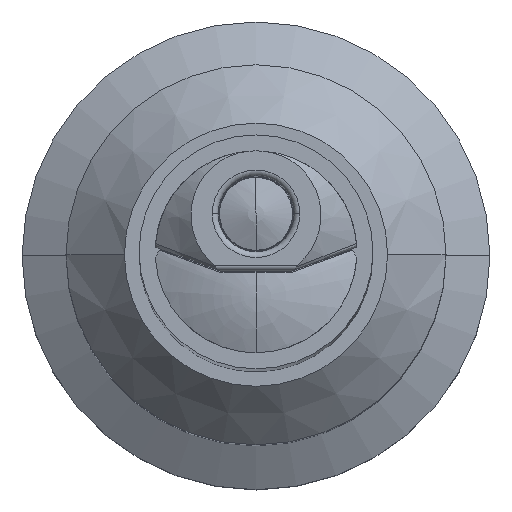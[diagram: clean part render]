
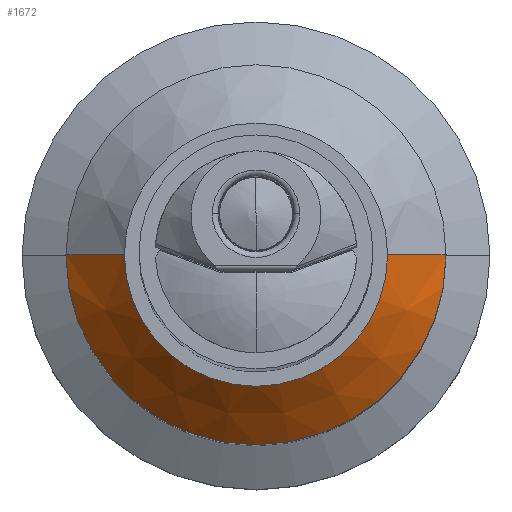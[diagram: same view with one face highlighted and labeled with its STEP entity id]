
A CAD part, top view. The second image highlights one B-rep face of the part: STEP entity #1672.
In plain terms, the highlighted conical face has half-angle 45 degrees and reference radius 2.75 mm.
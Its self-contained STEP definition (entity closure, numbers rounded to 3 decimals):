
#126=DIRECTION('',(0.707,0.,-0.707));
#127=VECTOR('',#126,1.414);
#128=CARTESIAN_POINT('',(2.25,0.,-28.6));
#129=LINE('',#128,#127);
#130=DIRECTION('',(-0.707,0.,-0.707));
#131=VECTOR('',#130,1.414);
#132=CARTESIAN_POINT('',(-2.25,0.,-28.6));
#133=LINE('',#132,#131);
#134=CARTESIAN_POINT('',(0.,0.,-28.6));
#135=DIRECTION('',(0.,0.,-1.));
#136=DIRECTION('',(1.,0.,0.));
#137=AXIS2_PLACEMENT_3D('',#134,#135,#136);
#147=CARTESIAN_POINT('',(0.,0.,-29.6));
#148=DIRECTION('',(0.,0.,-1.));
#149=DIRECTION('',(1.,0.,0.));
#150=AXIS2_PLACEMENT_3D('',#147,#148,#149);
#1380=CARTESIAN_POINT('',(2.25,0.,-28.6));
#1381=CARTESIAN_POINT('',(3.25,0.,-29.6));
#1382=VERTEX_POINT('',#1380);
#1383=VERTEX_POINT('',#1381);
#1400=CARTESIAN_POINT('',(-2.25,0.,-28.6));
#1401=CARTESIAN_POINT('',(-3.25,0.,-29.6));
#1402=VERTEX_POINT('',#1400);
#1403=VERTEX_POINT('',#1401);
#1660=CARTESIAN_POINT('',(0.,0.,-29.1));
#1661=DIRECTION('',(0.,0.,-1.));
#1662=DIRECTION('',(1.,0.,0.));
#1663=AXIS2_PLACEMENT_3D('',#1660,#1661,#1662);
#1664=CONICAL_SURFACE('',#1663,2.75,45.);
#1665=ORIENTED_EDGE('',*,*,#1650,.T.);
#1667=ORIENTED_EDGE('',*,*,#1666,.T.);
#1668=ORIENTED_EDGE('',*,*,#1653,.F.);
#1669=ORIENTED_EDGE('',*,*,#1635,.F.);
#1670=EDGE_LOOP('',(#1665,#1667,#1668,#1669));
#1671=FACE_OUTER_BOUND('',#1670,.F.);
#1672=ADVANCED_FACE('',(#1671),#1664,.T.);
#138=CIRCLE('',#137,2.25);
#151=CIRCLE('',#150,3.25);
#1635=EDGE_CURVE('',#1382,#1402,#138,.T.);
#1650=EDGE_CURVE('',#1382,#1383,#129,.T.);
#1653=EDGE_CURVE('',#1402,#1403,#133,.T.);
#1666=EDGE_CURVE('',#1383,#1403,#151,.T.);
